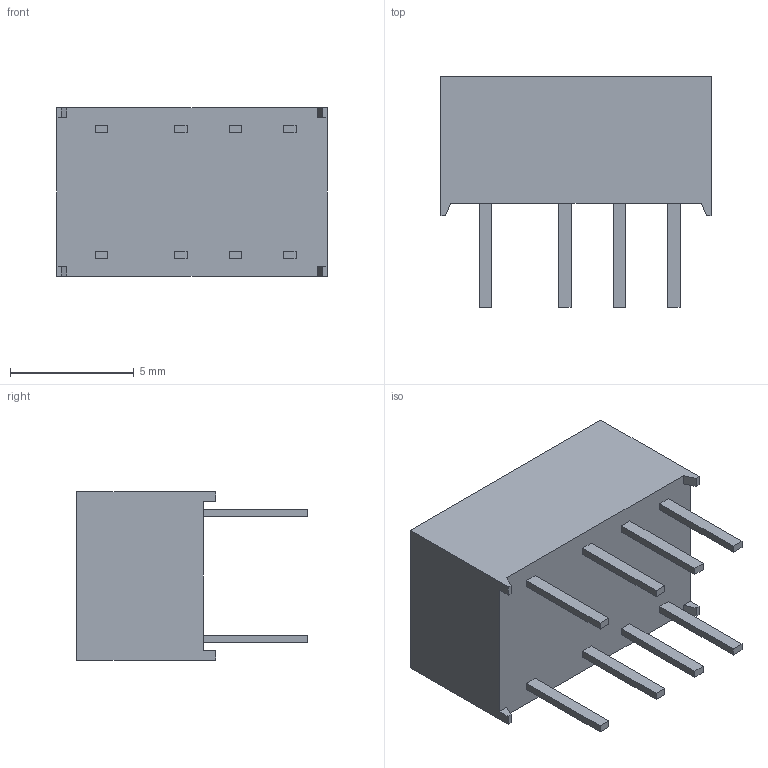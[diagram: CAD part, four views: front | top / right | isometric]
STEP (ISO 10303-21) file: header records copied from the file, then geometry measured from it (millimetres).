
FILE_DESCRIPTION (( 'STEP AP214' ), '1' );
FILE_NAME ('IR_TUC2_L10.9W6.8H5.6.STEP', '2018-10-26T15:04:00', ( '' ), ( '' ), 'SwSTEP 2.0', 'SolidWorks 2014', '' );
FILE_SCHEMA (( 'AUTOMOTIVE_DESIGN' ));
Length unit declared in the file: millimetre
Products named in the file (1): IR_TUC2_L10.9W6.8H5.6
Bounding box: 10.9 x 9.3 x 6.8 mm (x, y, z)
Volume: 383.3 mm3; surface area: 385 mm2
Topology: 1 solids, 1 shells, 112 faces, 297 edges, 198 vertices
Faces by surface type: plane 112
Entity records: 3985 total; most frequent: CARTESIAN_POINT 608, ORIENTED_EDGE 594, DIRECTION 523, EDGE_CURVE 297, VECTOR 297, LINE 297, VERTEX_POINT 198, EDGE_LOOP 123
